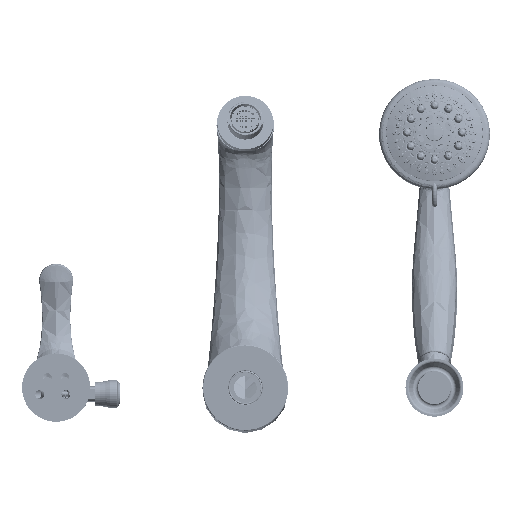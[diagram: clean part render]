
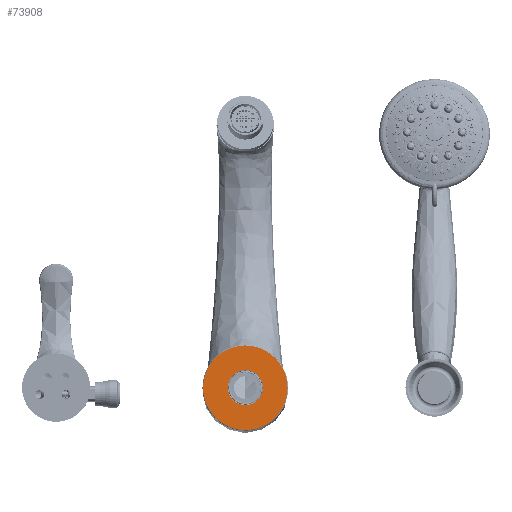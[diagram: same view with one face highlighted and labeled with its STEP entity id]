
A CAD part, front view. The second image highlights one B-rep face of the part: STEP entity #73908.
In plain terms, the highlighted planar face has unit normal (0, -1, 0).
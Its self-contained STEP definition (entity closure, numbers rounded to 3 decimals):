
#53676=CARTESIAN_POINT('',(183.498,0.,-0.167));
#53677=CARTESIAN_POINT('',(183.497,0.,-2.109));
#53678=CARTESIAN_POINT('',(183.153,0.,-5.993));
#53679=CARTESIAN_POINT('',(181.626,0.,-11.683));
#53680=CARTESIAN_POINT('',(179.127,0.,-17.001));
#53681=CARTESIAN_POINT('',(175.72,0.,-21.836));
#53682=CARTESIAN_POINT('',(171.536,0.,-25.981));
#53683=CARTESIAN_POINT('',(166.665,0.,-29.349));
#53684=CARTESIAN_POINT('',(161.308,0.,-31.806));
#53685=CARTESIAN_POINT('',(155.589,0.,-33.291));
#53686=CARTESIAN_POINT('',(150.695,0.,-33.68));
#53687=CARTESIAN_POINT('',(147.831,0.,-33.531));
#53688=CARTESIAN_POINT('',(146.902,0.,-33.443));
#53690=CARTESIAN_POINT('',(146.902,0.,-33.443));
#53691=CARTESIAN_POINT('',(146.205,0.,-33.378));
#53692=CARTESIAN_POINT('',(143.538,0.,-33.045));
#53693=CARTESIAN_POINT('',(138.985,0.,-31.913));
#53694=CARTESIAN_POINT('',(133.544,0.,-29.472));
#53695=CARTESIAN_POINT('',(128.596,0.,-26.095));
#53696=CARTESIAN_POINT('',(124.344,0.,-21.917));
#53697=CARTESIAN_POINT('',(120.89,0.,-17.04));
#53698=CARTESIAN_POINT('',(118.358,0.,-11.651));
#53699=CARTESIAN_POINT('',(116.839,0.,-5.936));
#53700=CARTESIAN_POINT('',(116.503,0.,-2.095));
#53701=CARTESIAN_POINT('',(116.502,0.,-0.167));
#53703=CARTESIAN_POINT('',(116.502,0.,-0.167));
#53704=CARTESIAN_POINT('',(116.503,0.,1.844));
#53705=CARTESIAN_POINT('',(116.87,0.,5.868));
#53706=CARTESIAN_POINT('',(118.492,0.,11.744));
#53707=CARTESIAN_POINT('',(121.151,0.,17.228));
#53708=CARTESIAN_POINT('',(124.759,0.,22.17));
#53709=CARTESIAN_POINT('',(129.191,0.,26.372));
#53710=CARTESIAN_POINT('',(134.331,0.,29.729));
#53711=CARTESIAN_POINT('',(139.957,0.,32.093));
#53712=CARTESIAN_POINT('',(145.282,0.,33.267));
#53713=CARTESIAN_POINT('',(148.653,0.,33.491));
#53714=CARTESIAN_POINT('',(150.,0.,33.5));
#53716=CARTESIAN_POINT('',(150.,0.,33.5));
#53717=CARTESIAN_POINT('',(151.527,0.,33.49));
#53718=CARTESIAN_POINT('',(155.07,0.,33.226));
#53719=CARTESIAN_POINT('',(160.52,0.,31.935));
#53720=CARTESIAN_POINT('',(166.068,0.,29.51));
#53721=CARTESIAN_POINT('',(171.125,0.,26.116));
#53722=CARTESIAN_POINT('',(175.476,0.,21.895));
#53723=CARTESIAN_POINT('',(179.008,0.,16.956));
#53724=CARTESIAN_POINT('',(181.6,0.,11.487));
#53725=CARTESIAN_POINT('',(183.154,0.,5.684));
#53726=CARTESIAN_POINT('',(183.497,0.,1.789));
#53727=CARTESIAN_POINT('',(183.498,0.,-0.167));
#53729=CARTESIAN_POINT('',(150.,0.,0.));
#53730=DIRECTION('',(0.,1.,0.));
#53731=DIRECTION('',(-1.,0.,0.));
#53732=AXIS2_PLACEMENT_3D('',#53729,#53730,#53731);
#53734=CARTESIAN_POINT('',(150.,0.,0.));
#53735=DIRECTION('',(0.,1.,0.));
#53736=DIRECTION('',(1.,0.,0.));
#53737=AXIS2_PLACEMENT_3D('',#53734,#53735,#53736);
#64067=CARTESIAN_POINT('',(136.1,0.,0.));
#64068=CARTESIAN_POINT('',(163.9,0.,0.));
#64069=VERTEX_POINT('',#64067);
#64070=VERTEX_POINT('',#64068);
#64071=VERTEX_POINT('',#53676);
#64072=VERTEX_POINT('',#53688);
#64076=VERTEX_POINT('',#53716);
#64078=VERTEX_POINT('',#53701);
#73891=CARTESIAN_POINT('',(150.,0.,0.));
#73892=DIRECTION('',(0.,1.,0.));
#73893=DIRECTION('',(1.,0.,0.));
#73894=AXIS2_PLACEMENT_3D('',#73891,#73892,#73893);
#73895=PLANE('',#73894);
#73896=ORIENTED_EDGE('',*,*,#73553,.T.);
#73897=ORIENTED_EDGE('',*,*,#73623,.T.);
#73898=ORIENTED_EDGE('',*,*,#72682,.T.);
#73899=ORIENTED_EDGE('',*,*,#72754,.T.);
#73900=EDGE_LOOP('',(#73896,#73897,#73898,#73899));
#73901=FACE_OUTER_BOUND('',#73900,.F.);
#73903=ORIENTED_EDGE('',*,*,#73902,.F.);
#73905=ORIENTED_EDGE('',*,*,#73904,.F.);
#73906=EDGE_LOOP('',(#73903,#73905));
#73907=FACE_BOUND('',#73906,.F.);
#73908=ADVANCED_FACE('',(#73901,#73907),#73895,.F.);
#53689=B_SPLINE_CURVE_WITH_KNOTS('',3,(#53676,#53677,#53678,#53679,#53680,
#53681,#53682,#53683,#53684,#53685,#53686,#53687,#53688),.UNSPECIFIED.,.F.,.F.,(
4,1,1,1,1,1,1,1,1,1,4),(0.,0.105,0.211,
0.316,0.422,0.527,0.632,
0.738,0.843,0.948,1.),.UNSPECIFIED.);
#53702=B_SPLINE_CURVE_WITH_KNOTS('',3,(#53690,#53691,#53692,#53693,#53694,
#53695,#53696,#53697,#53698,#53699,#53700,#53701),.UNSPECIFIED.,.F.,.F.,(4,1,1,
1,1,1,1,1,1,4),(0.,0.042,0.162,0.282,
0.401,0.521,0.641,0.761,
0.88,1.),.UNSPECIFIED.);
#53715=B_SPLINE_CURVE_WITH_KNOTS('',3,(#53703,#53704,#53705,#53706,#53707,
#53708,#53709,#53710,#53711,#53712,#53713,#53714),.UNSPECIFIED.,.F.,.F.,(4,1,1,
1,1,1,1,1,1,4),(0.,0.115,0.231,0.346,
0.461,0.576,0.692,0.807,
0.922,1.),.UNSPECIFIED.);
#53728=B_SPLINE_CURVE_WITH_KNOTS('',3,(#53716,#53717,#53718,#53719,#53720,
#53721,#53722,#53723,#53724,#53725,#53726,#53727),.UNSPECIFIED.,.F.,.F.,(4,1,1,
1,1,1,1,1,1,4),(0.,0.088,0.202,0.316,
0.43,0.544,0.658,0.772,
0.886,1.),.UNSPECIFIED.);
#53733=CIRCLE('',#53732,13.9);
#53738=CIRCLE('',#53737,13.9);
#72682=EDGE_CURVE('',#64078,#64076,#53715,.T.);
#72754=EDGE_CURVE('',#64076,#64071,#53728,.T.);
#73553=EDGE_CURVE('',#64071,#64072,#53689,.T.);
#73623=EDGE_CURVE('',#64072,#64078,#53702,.T.);
#73902=EDGE_CURVE('',#64069,#64070,#53733,.T.);
#73904=EDGE_CURVE('',#64070,#64069,#53738,.T.);
